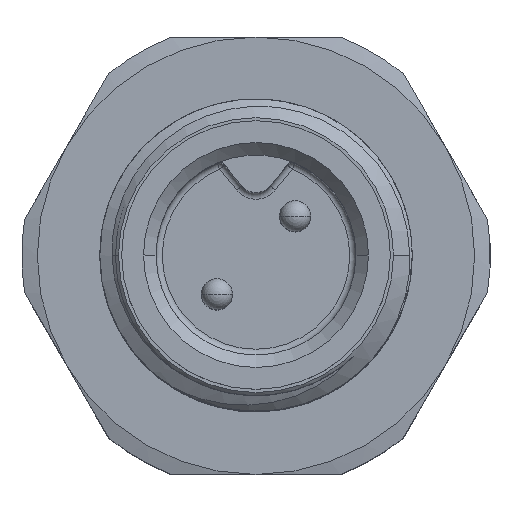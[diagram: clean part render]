
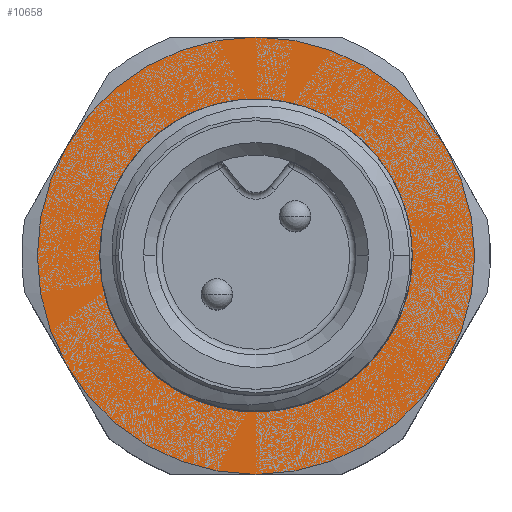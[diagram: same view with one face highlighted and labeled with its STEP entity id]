
A CAD part, top view. The second image highlights one B-rep face of the part: STEP entity #10658.
In plain terms, the highlighted planar face has unit normal (0, 0, 1).
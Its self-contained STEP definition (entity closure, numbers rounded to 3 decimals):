
#10230=CARTESIAN_POINT('',(0.401,2.193,-6.));
#10231=CARTESIAN_POINT('',(0.357,2.204,-6.));
#10232=CARTESIAN_POINT('',(0.269,2.223,-6.));
#10233=CARTESIAN_POINT('',(0.135,2.244,-6.));
#10234=CARTESIAN_POINT('',(0.045,2.252,-6.));
#10235=CARTESIAN_POINT('',(0.,2.255,-6.));
#10237=DIRECTION('',(0.,-1.,0.));
#10238=VECTOR('',#10237,0.025);
#10239=CARTESIAN_POINT('',(0.,2.255,-6.));
#10240=LINE('',#10239,#10238);
#10241=CARTESIAN_POINT('',(0.,0.,-6.));
#10242=DIRECTION('',(0.,0.,1.));
#10243=DIRECTION('',(0.,1.,0.));
#10244=AXIS2_PLACEMENT_3D('',#10241,#10242,#10243);
#10246=CARTESIAN_POINT('',(0.,0.,-6.));
#10247=DIRECTION('',(0.,0.,1.));
#10248=DIRECTION('',(0.,-1.,0.));
#10249=AXIS2_PLACEMENT_3D('',#10246,#10247,#10248);
#10251=CARTESIAN_POINT('',(0.,0.,-6.));
#10252=DIRECTION('',(0.,0.,1.));
#10253=DIRECTION('',(0.,1.,0.));
#10254=AXIS2_PLACEMENT_3D('',#10251,#10252,#10253);
#10256=CARTESIAN_POINT('',(0.,0.,-6.));
#10257=DIRECTION('',(0.,0.,1.));
#10258=DIRECTION('',(0.866,0.5,0.));
#10259=AXIS2_PLACEMENT_3D('',#10256,#10257,#10258);
#10261=CARTESIAN_POINT('',(0.,0.,-6.));
#10262=DIRECTION('',(0.,0.,1.));
#10263=DIRECTION('',(0.866,-0.5,0.));
#10264=AXIS2_PLACEMENT_3D('',#10261,#10262,#10263);
#10266=CARTESIAN_POINT('',(0.,0.,-6.));
#10267=DIRECTION('',(0.,0.,1.));
#10268=DIRECTION('',(0.,-1.,0.));
#10269=AXIS2_PLACEMENT_3D('',#10266,#10267,#10268);
#10271=CARTESIAN_POINT('',(0.,0.,-6.));
#10272=DIRECTION('',(0.,0.,1.));
#10273=DIRECTION('',(-0.866,-0.5,0.));
#10274=AXIS2_PLACEMENT_3D('',#10271,#10272,#10273);
#10276=CARTESIAN_POINT('',(0.,0.,-6.));
#10277=DIRECTION('',(0.,0.,1.));
#10278=DIRECTION('',(-0.866,0.5,0.));
#10279=AXIS2_PLACEMENT_3D('',#10276,#10277,#10278);
#10557=VERTEX_POINT('',#10235);
#10558=VERTEX_POINT('',#10230);
#10559=CARTESIAN_POINT('',(0.,2.23,-6.));
#10560=VERTEX_POINT('',#10559);
#10561=CARTESIAN_POINT('',(0.,3.5,-6.));
#10562=CARTESIAN_POINT('',(-3.031,1.75,-6.));
#10563=VERTEX_POINT('',#10561);
#10564=VERTEX_POINT('',#10562);
#10565=CARTESIAN_POINT('',(-3.031,-1.75,-6.));
#10566=VERTEX_POINT('',#10565);
#10567=CARTESIAN_POINT('',(0.,-3.5,-6.));
#10568=VERTEX_POINT('',#10567);
#10569=CARTESIAN_POINT('',(3.031,-1.75,-6.));
#10570=VERTEX_POINT('',#10569);
#10571=CARTESIAN_POINT('',(3.031,1.75,-6.));
#10572=VERTEX_POINT('',#10571);
#10627=CARTESIAN_POINT('',(0.,-2.23,-6.));
#10628=VERTEX_POINT('',#10627);
#10629=CARTESIAN_POINT('',(0.,0.,-6.));
#10630=DIRECTION('',(0.,0.,1.));
#10631=DIRECTION('',(0.,1.,0.));
#10632=AXIS2_PLACEMENT_3D('',#10629,#10630,#10631);
#10633=PLANE('',#10632);
#10635=ORIENTED_EDGE('',*,*,#10634,.F.);
#10637=ORIENTED_EDGE('',*,*,#10636,.F.);
#10639=ORIENTED_EDGE('',*,*,#10638,.F.);
#10641=ORIENTED_EDGE('',*,*,#10640,.F.);
#10643=ORIENTED_EDGE('',*,*,#10642,.F.);
#10645=ORIENTED_EDGE('',*,*,#10644,.F.);
#10646=EDGE_LOOP('',(#10635,#10637,#10639,#10641,#10643,#10645));
#10647=FACE_OUTER_BOUND('',#10646,.F.);
#10649=ORIENTED_EDGE('',*,*,#10648,.T.);
#10651=ORIENTED_EDGE('',*,*,#10650,.T.);
#10653=ORIENTED_EDGE('',*,*,#10652,.T.);
#10655=ORIENTED_EDGE('',*,*,#10654,.T.);
#10656=EDGE_LOOP('',(#10649,#10651,#10653,#10655));
#10657=FACE_BOUND('',#10656,.F.);
#10236=B_SPLINE_CURVE_WITH_KNOTS('',3,(#10230,#10231,#10232,#10233,#10234,
#10235),.UNSPECIFIED.,.F.,.F.,(4,1,1,4),(0.,0.333,
0.667,1.),.UNSPECIFIED.);
#10245=CIRCLE('',#10244,2.23);
#10250=CIRCLE('',#10249,2.23);
#10255=CIRCLE('',#10254,3.5);
#10260=CIRCLE('',#10259,3.5);
#10265=CIRCLE('',#10264,3.5);
#10270=CIRCLE('',#10269,3.5);
#10275=CIRCLE('',#10274,3.5);
#10280=CIRCLE('',#10279,3.5);
#10634=EDGE_CURVE('',#10563,#10564,#10255,.T.);
#10636=EDGE_CURVE('',#10572,#10563,#10260,.T.);
#10638=EDGE_CURVE('',#10570,#10572,#10265,.T.);
#10640=EDGE_CURVE('',#10568,#10570,#10270,.T.);
#10642=EDGE_CURVE('',#10566,#10568,#10275,.T.);
#10644=EDGE_CURVE('',#10564,#10566,#10280,.T.);
#10648=EDGE_CURVE('',#10558,#10557,#10236,.T.);
#10650=EDGE_CURVE('',#10557,#10560,#10240,.T.);
#10652=EDGE_CURVE('',#10560,#10628,#10245,.T.);
#10654=EDGE_CURVE('',#10628,#10558,#10250,.T.);
#10658=ADVANCED_FACE('',(#10647,#10657),#10633,.T.);
